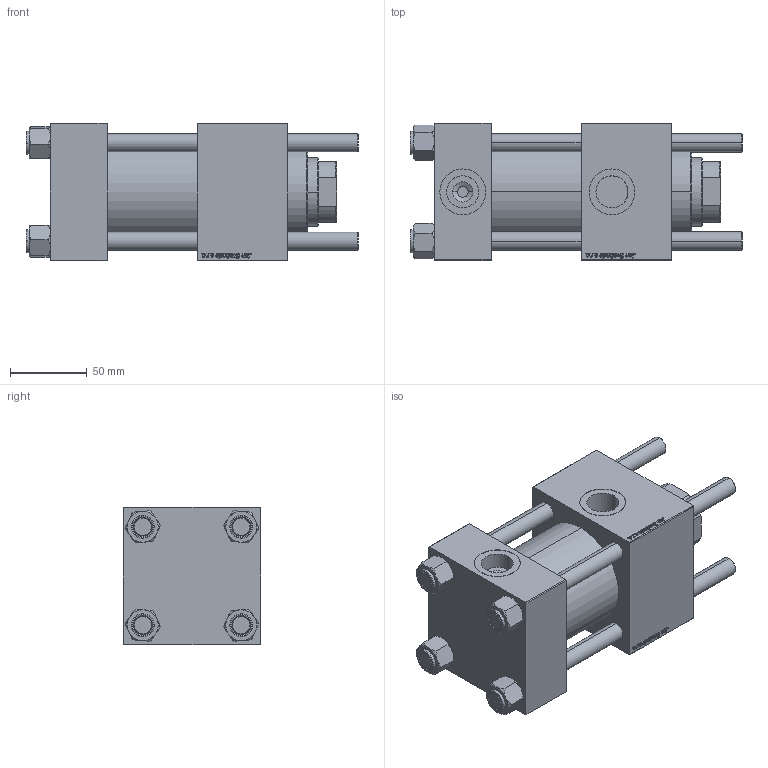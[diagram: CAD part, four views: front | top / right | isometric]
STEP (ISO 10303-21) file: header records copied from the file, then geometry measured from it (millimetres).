
FILE_DESCRIPTION (( 'STEP AP203' ), '1' );
FILE_NAME ('9bde.STEP', '2023-08-23T20:04:35', ( '' ), ( '' ), 'SwSTEP 2.0', 'SolidWorks 2019', '' );
FILE_SCHEMA (( 'CONFIG_CONTROL_DESIGN' ));
Length unit declared in the file: millimetre
Products named in the file (6): V215CR_B-1 bc50761bc98ff3d1d23a4a0c1a418576; V215CR_B_TYCINKA bc50761bc98ff3d1d23a4a0c1a418576; V215_VC_A bc50761bc98ff3d1d23a4a0c1a418576; 9bde; NUT_M5_B bc50761bc98ff3d1d23a4a0c1a418576; V215CR_VCP_B bc50761bc98ff3d1d23a4a0c1a418576
Assembly tree (11 placements, depth 2):
  9bde
    V215CR_B-1 bc50761bc98ff3d1d23a4a0c1a418576
    V215CR_VCP_B bc50761bc98ff3d1d23a4a0c1a418576
    NUT_M5_B bc50761bc98ff3d1d23a4a0c1a418576  x4
    V215CR_B_TYCINKA bc50761bc98ff3d1d23a4a0c1a418576  x4
    V215_VC_A bc50761bc98ff3d1d23a4a0c1a418576
Bounding box: 217 x 90 x 90 mm (x, y, z)
Volume: 1032426.1 mm3; surface area: 205813.2 mm2
Topology: 11 solids, 11 shells, 1155 faces, 2929 edges, 1902 vertices
Faces by surface type: bspline 504, plane 431, cone 136, cylinder 76, torus 8
Entity records: 56693 total; most frequent: CARTESIAN_POINT 33977, ORIENTED_EDGE 5350, DIRECTION 2909, EDGE_CURVE 2675, VERTEX_POINT 1758, LINE 1441, VECTOR 1441, EDGE_LOOP 1159
